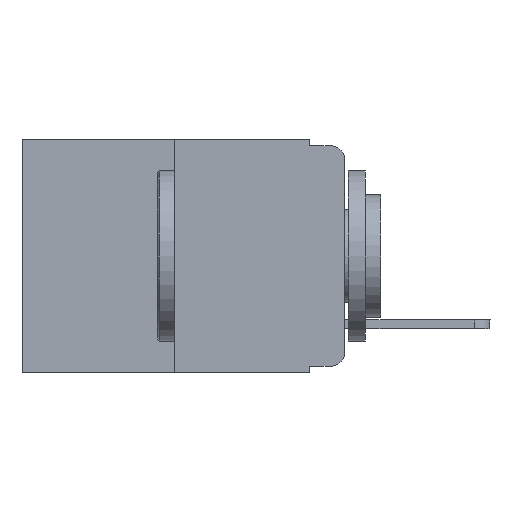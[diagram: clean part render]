
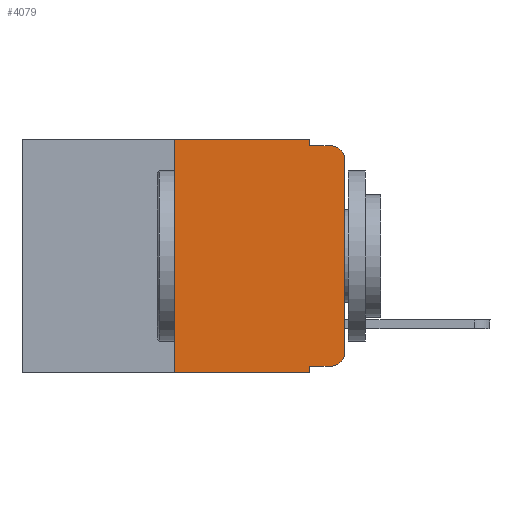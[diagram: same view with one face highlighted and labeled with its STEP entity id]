
A CAD part, left-side view. The second image highlights one B-rep face of the part: STEP entity #4079.
In plain terms, the highlighted planar face has unit normal (-1, 0, 0).
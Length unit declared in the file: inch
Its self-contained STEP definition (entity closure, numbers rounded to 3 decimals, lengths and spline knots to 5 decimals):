
#7 = LINE ( 'NONE', #8843, #11382 ) ;
#100 = CARTESIAN_POINT ( 'NONE',  ( 0., 0.051, -0.01 ) ) ;
#148 = ORIENTED_EDGE ( 'NONE', *, *, #2706, .F. ) ;
#261 = ORIENTED_EDGE ( 'NONE', *, *, #1848, .F. ) ;
#270 = CARTESIAN_POINT ( 'NONE',  ( 0., 0.051, -0.333 ) ) ;
#417 = DIRECTION ( 'NONE',  ( 0., 0., -1. ) ) ;
#556 = CARTESIAN_POINT ( 'NONE',  ( 0., 0.051, -0.343 ) ) ;
#958 = VERTEX_POINT ( 'NONE', #14064 ) ;
#1113 = CARTESIAN_POINT ( 'NONE',  ( 0., 0.02, -0.01 ) ) ;
#1358 = VECTOR ( 'NONE', #11528, 39.37008 ) ;
#1504 = DIRECTION ( 'NONE',  ( 1., 0., 0. ) ) ;
#1848 = EDGE_CURVE ( 'NONE', #11763, #4430, #7, .T. ) ;
#1850 = FACE_OUTER_BOUND ( 'NONE', #8964, .T. ) ;
#1922 = DIRECTION ( 'NONE',  ( 0., -1., 0. ) ) ;
#2231 = AXIS2_PLACEMENT_3D ( 'NONE', #6873, #10174, #13448 ) ;
#2463 = CARTESIAN_POINT ( 'NONE',  ( 0., 0.051, 0. ) ) ;
#2488 = DIRECTION ( 'NONE',  ( -1., 0., 0. ) ) ;
#2512 = VERTEX_POINT ( 'NONE', #6266 ) ;
#2706 = EDGE_CURVE ( 'NONE', #12196, #4133, #11532, .T. ) ;
#2738 = CIRCLE ( 'NONE', #2231, 0.02 ) ;
#2757 = EDGE_CURVE ( 'NONE', #12196, #6462, #4959, .T. ) ;
#3000 = EDGE_CURVE ( 'NONE', #4430, #2512, #4772, .T. ) ;
#3568 = DIRECTION ( 'NONE',  ( 0., -1., 0. ) ) ;
#3643 = ORIENTED_EDGE ( 'NONE', *, *, #10134, .T. ) ;
#4079 = ADVANCED_FACE ( 'NONE', ( #1850 ), #12541, .F. ) ;
#4133 = VERTEX_POINT ( 'NONE', #556 ) ;
#4188 = CARTESIAN_POINT ( 'NONE',  ( 0., 0.051, 0. ) ) ;
#4257 = EDGE_CURVE ( 'NONE', #6462, #958, #7418, .T. ) ;
#4430 = VERTEX_POINT ( 'NONE', #11789 ) ;
#4526 = EDGE_CURVE ( 'NONE', #2512, #10674, #12252, .T. ) ;
#4651 = ORIENTED_EDGE ( 'NONE', *, *, #4257, .T. ) ;
#4756 = DIRECTION ( 'NONE',  ( 0., 0., -1. ) ) ;
#4772 = LINE ( 'NONE', #11673, #10665 ) ;
#4959 = LINE ( 'NONE', #270, #7208 ) ;
#5011 = VECTOR ( 'NONE', #13003, 39.37008 ) ;
#5037 = EDGE_CURVE ( 'NONE', #9346, #9342, #2738, .T. ) ;
#5534 = EDGE_CURVE ( 'NONE', #10674, #9342, #14107, .T. ) ;
#5633 = VECTOR ( 'NONE', #10032, 39.37008 ) ;
#5716 = CARTESIAN_POINT ( 'NONE',  ( 0., 0.051, -0.333 ) ) ;
#5955 = EDGE_CURVE ( 'NONE', #11763, #4133, #8263, .T. ) ;
#6266 = CARTESIAN_POINT ( 'NONE',  ( 0., 0.051, 0. ) ) ;
#6354 = VECTOR ( 'NONE', #14203, 39.37008 ) ;
#6389 = LINE ( 'NONE', #11970, #5011 ) ;
#6462 = VERTEX_POINT ( 'NONE', #11229 ) ;
#6545 = ORIENTED_EDGE ( 'NONE', *, *, #5955, .T. ) ;
#6873 = CARTESIAN_POINT ( 'NONE',  ( 0., 0.02, -0.03 ) ) ;
#7039 = AXIS2_PLACEMENT_3D ( 'NONE', #13603, #2488, #9223 ) ;
#7208 = VECTOR ( 'NONE', #3568, 39.37008 ) ;
#7418 = CIRCLE ( 'NONE', #7039, 0.02 ) ;
#7877 = CARTESIAN_POINT ( 'NONE',  ( 0., 0., -0.03 ) ) ;
#8235 = CARTESIAN_POINT ( 'NONE',  ( 0., 0.473, -0.343 ) ) ;
#8263 = LINE ( 'NONE', #8235, #1358 ) ;
#8625 = VECTOR ( 'NONE', #4756, 39.37008 ) ;
#8843 = CARTESIAN_POINT ( 'NONE',  ( 0., 0.25, 0. ) ) ;
#8964 = EDGE_LOOP ( 'NONE', ( #3643, #13506, #14024, #13728, #13049, #261, #6545, #148, #13433, #4651 ) ) ;
#9003 = AXIS2_PLACEMENT_3D ( 'NONE', #13804, #1504, #417 ) ;
#9223 = DIRECTION ( 'NONE',  ( 0., 0., -1. ) ) ;
#9342 = VERTEX_POINT ( 'NONE', #1113 ) ;
#9346 = VERTEX_POINT ( 'NONE', #7877 ) ;
#10032 = DIRECTION ( 'NONE',  ( 0., -1., 0. ) ) ;
#10134 = EDGE_CURVE ( 'NONE', #958, #9346, #6389, .T. ) ;
#10174 = DIRECTION ( 'NONE',  ( -1., 0., 0. ) ) ;
#10564 = CARTESIAN_POINT ( 'NONE',  ( 0., 0.051, -0.01 ) ) ;
#10665 = VECTOR ( 'NONE', #1922, 39.37008 ) ;
#10674 = VERTEX_POINT ( 'NONE', #10564 ) ;
#11193 = CARTESIAN_POINT ( 'NONE',  ( 0., 0.25, -0.343 ) ) ;
#11229 = CARTESIAN_POINT ( 'NONE',  ( 0., 0.02, -0.333 ) ) ;
#11382 = VECTOR ( 'NONE', #12148, 39.37008 ) ;
#11528 = DIRECTION ( 'NONE',  ( 0., -1., 0. ) ) ;
#11532 = LINE ( 'NONE', #2463, #8625 ) ;
#11673 = CARTESIAN_POINT ( 'NONE',  ( 0., 0.473, 0. ) ) ;
#11763 = VERTEX_POINT ( 'NONE', #11193 ) ;
#11789 = CARTESIAN_POINT ( 'NONE',  ( 0., 0.25, 0. ) ) ;
#11970 = CARTESIAN_POINT ( 'NONE',  ( 0., 0., 0. ) ) ;
#12148 = DIRECTION ( 'NONE',  ( 0., 0., 1. ) ) ;
#12196 = VERTEX_POINT ( 'NONE', #5716 ) ;
#12252 = LINE ( 'NONE', #4188, #6354 ) ;
#12541 = PLANE ( 'NONE',  #9003 ) ;
#13003 = DIRECTION ( 'NONE',  ( 0., 0., 1. ) ) ;
#13049 = ORIENTED_EDGE ( 'NONE', *, *, #3000, .F. ) ;
#13433 = ORIENTED_EDGE ( 'NONE', *, *, #2757, .T. ) ;
#13448 = DIRECTION ( 'NONE',  ( 0., 0., -1. ) ) ;
#13506 = ORIENTED_EDGE ( 'NONE', *, *, #5037, .T. ) ;
#13603 = CARTESIAN_POINT ( 'NONE',  ( 0., 0.02, -0.313 ) ) ;
#13728 = ORIENTED_EDGE ( 'NONE', *, *, #4526, .F. ) ;
#13804 = CARTESIAN_POINT ( 'NONE',  ( 0., 0.473, 0. ) ) ;
#14024 = ORIENTED_EDGE ( 'NONE', *, *, #5534, .F. ) ;
#14064 = CARTESIAN_POINT ( 'NONE',  ( 0., 0., -0.313 ) ) ;
#14107 = LINE ( 'NONE', #100, #5633 ) ;
#14203 = DIRECTION ( 'NONE',  ( 0., 0., -1. ) ) ;
